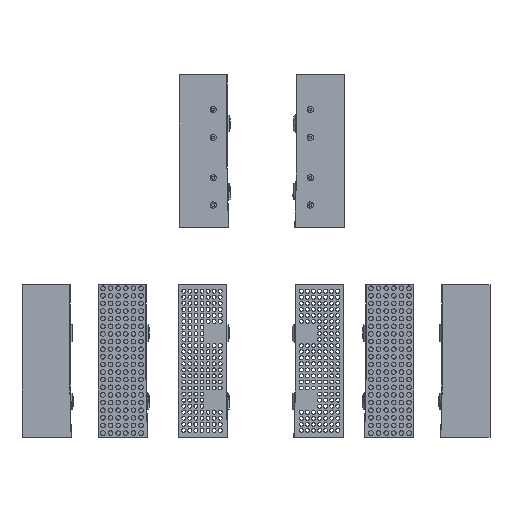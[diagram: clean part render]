
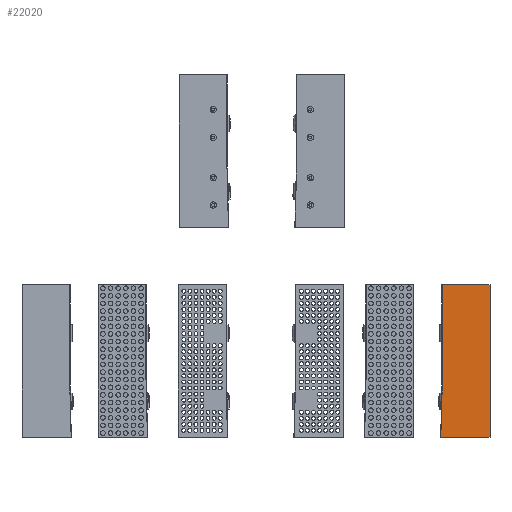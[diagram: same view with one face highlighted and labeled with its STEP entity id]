
A CAD part, top view. The second image highlights one B-rep face of the part: STEP entity #22020.
In plain terms, the highlighted planar face has unit normal (0, 0, 1).
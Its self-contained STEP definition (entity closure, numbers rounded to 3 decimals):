
#347=B_SPLINE_CURVE_WITH_KNOTS('',3,(#39705,#39706,#39707,#39708),
 .UNSPECIFIED.,.F.,.F.,(4,4),(-3.78,-0.121),
 .UNSPECIFIED.);
#348=B_SPLINE_CURVE_WITH_KNOTS('',3,(#39710,#39711,#39712,#39713),
 .UNSPECIFIED.,.F.,.F.,(4,4),(-4.266,-3.78),
 .UNSPECIFIED.);
#349=B_SPLINE_CURVE_WITH_KNOTS('',3,(#39717,#39718,#39719,#39720,#39721,
#39722),.UNSPECIFIED.,.F.,.F.,(4,2,4),(-1.517,-0.732,
0.),.UNSPECIFIED.);
#1279=LINE('',#39576,#2445);
#1298=LINE('',#39701,#2464);
#1299=LINE('',#39714,#2465);
#1300=LINE('',#39716,#2466);
#2445=VECTOR('',#30302,10.);
#2464=VECTOR('',#30355,10.);
#2465=VECTOR('',#30358,10.);
#2466=VECTOR('',#30359,10.);
#5516=FACE_OUTER_BOUND('',#7686,.T.);
#7686=EDGE_LOOP('',(#19045,#19046,#19047,#19048,#19049,#19050,#19051));
#11022=VERTEX_POINT('',#39573);
#11023=VERTEX_POINT('',#39575);
#11048=VERTEX_POINT('',#39699);
#11049=VERTEX_POINT('',#39703);
#11050=VERTEX_POINT('',#39704);
#11051=VERTEX_POINT('',#39709);
#11052=VERTEX_POINT('',#39715);
#13759=EDGE_CURVE('',#11022,#11023,#1279,.T.);
#13796=EDGE_CURVE('',#11048,#11022,#1298,.T.);
#13797=EDGE_CURVE('',#11049,#11050,#347,.T.);
#13798=EDGE_CURVE('',#11051,#11049,#348,.T.);
#13799=EDGE_CURVE('',#11051,#11023,#1299,.T.);
#13800=EDGE_CURVE('',#11052,#11048,#1300,.T.);
#13801=EDGE_CURVE('',#11050,#11052,#349,.T.);
#19045=ORIENTED_EDGE('',*,*,#13797,.F.);
#19046=ORIENTED_EDGE('',*,*,#13798,.F.);
#19047=ORIENTED_EDGE('',*,*,#13799,.T.);
#19048=ORIENTED_EDGE('',*,*,#13759,.F.);
#19049=ORIENTED_EDGE('',*,*,#13796,.F.);
#19050=ORIENTED_EDGE('',*,*,#13800,.F.);
#19051=ORIENTED_EDGE('',*,*,#13801,.F.);
#20903=PLANE('',#24592);
#22020=ADVANCED_FACE('',(#5516),#20903,.T.);
#24592=AXIS2_PLACEMENT_3D('',#39702,#30356,#30357);
#30302=DIRECTION('',(0.,-1.,0.));
#30355=DIRECTION('',(1.,0.,0.));
#30356=DIRECTION('center_axis',(0.,0.,1.));
#30357=DIRECTION('ref_axis',(0.,1.,0.));
#30358=DIRECTION('',(1.,0.,0.));
#30359=DIRECTION('',(0.,1.,0.));
#39573=CARTESIAN_POINT('',(110.5,-0.67,-93.245));
#39575=CARTESIAN_POINT('',(110.5,-160.882,-93.245));
#39576=CARTESIAN_POINT('',(110.5,-0.67,-93.245));
#39699=CARTESIAN_POINT('',(60.438,-0.67,-93.245));
#39701=CARTESIAN_POINT('',(74.,-0.67,-93.245));
#39702=CARTESIAN_POINT('Origin',(74.,-160.882,-93.245));
#39703=CARTESIAN_POINT('',(59.024,-156.491,-93.245));
#39704=CARTESIAN_POINT('',(60.175,-114.554,-93.245));
#39705=CARTESIAN_POINT('Ctrl Pts',(59.024,-156.491,-93.245));
#39706=CARTESIAN_POINT('Ctrl Pts',(59.302,-144.634,-93.245));
#39707=CARTESIAN_POINT('Ctrl Pts',(59.737,-127.087,-93.245));
#39708=CARTESIAN_POINT('Ctrl Pts',(60.175,-114.554,-93.245));
#39709=CARTESIAN_POINT('',(58.922,-160.882,-93.245));
#39710=CARTESIAN_POINT('Ctrl Pts',(58.922,-160.882,-93.245));
#39711=CARTESIAN_POINT('Ctrl Pts',(58.953,-159.535,-93.245));
#39712=CARTESIAN_POINT('Ctrl Pts',(58.987,-158.063,-93.245));
#39713=CARTESIAN_POINT('Ctrl Pts',(59.024,-156.491,-93.245));
#39714=CARTESIAN_POINT('',(74.,-160.882,-93.245));
#39715=CARTESIAN_POINT('',(60.438,-99.391,-93.245));
#39716=CARTESIAN_POINT('',(60.438,-109.551,-93.245));
#39717=CARTESIAN_POINT('Ctrl Pts',(60.175,-114.554,-93.245));
#39718=CARTESIAN_POINT('Ctrl Pts',(60.266,-111.939,-93.245));
#39719=CARTESIAN_POINT('Ctrl Pts',(60.333,-109.324,-93.245));
#39720=CARTESIAN_POINT('Ctrl Pts',(60.418,-104.269,-93.245));
#39721=CARTESIAN_POINT('Ctrl Pts',(60.438,-101.831,-93.245));
#39722=CARTESIAN_POINT('Ctrl Pts',(60.438,-99.391,-93.245));
